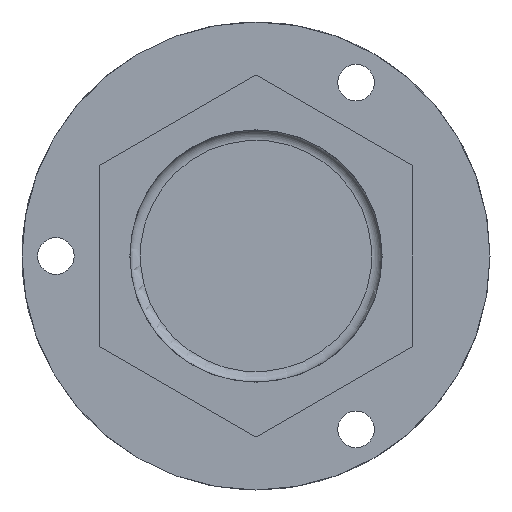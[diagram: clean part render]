
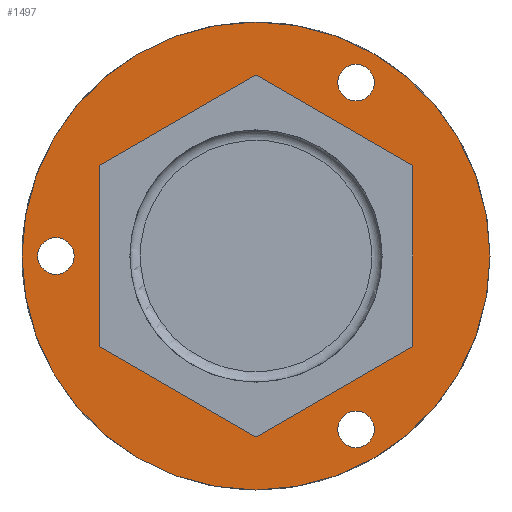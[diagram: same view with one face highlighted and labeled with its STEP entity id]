
A CAD part, front view. The second image highlights one B-rep face of the part: STEP entity #1497.
In plain terms, the highlighted planar face has unit normal (0, -1, 0).
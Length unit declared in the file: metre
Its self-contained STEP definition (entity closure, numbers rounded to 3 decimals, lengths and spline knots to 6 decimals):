
#79=LINE('',#2302,#241);
#80=LINE('',#2305,#242);
#81=LINE('',#2307,#243);
#82=LINE('',#2309,#244);
#83=LINE('',#2311,#245);
#84=LINE('',#2313,#246);
#241=VECTOR('',#1849,1.);
#242=VECTOR('',#1850,1.);
#243=VECTOR('',#1851,1.);
#244=VECTOR('',#1852,1.);
#245=VECTOR('',#1853,1.);
#246=VECTOR('',#1854,1.);
#354=PLANE('',#1621);
#523=ORIENTED_EDGE('',*,*,#910,.T.);
#524=ORIENTED_EDGE('',*,*,#911,.T.);
#525=ORIENTED_EDGE('',*,*,#912,.T.);
#526=ORIENTED_EDGE('',*,*,#913,.T.);
#527=ORIENTED_EDGE('',*,*,#914,.T.);
#528=ORIENTED_EDGE('',*,*,#915,.T.);
#529=ORIENTED_EDGE('',*,*,#909,.T.);
#530=ORIENTED_EDGE('',*,*,#916,.T.);
#531=ORIENTED_EDGE('',*,*,#917,.T.);
#532=ORIENTED_EDGE('',*,*,#900,.T.);
#900=EDGE_CURVE('',#1097,#1097,#1200,.T.);
#909=EDGE_CURVE('',#1105,#1105,#1202,.T.);
#910=EDGE_CURVE('',#1106,#1107,#79,.T.);
#911=EDGE_CURVE('',#1107,#1108,#80,.T.);
#912=EDGE_CURVE('',#1108,#1109,#81,.T.);
#913=EDGE_CURVE('',#1109,#1110,#82,.T.);
#914=EDGE_CURVE('',#1110,#1111,#83,.T.);
#915=EDGE_CURVE('',#1111,#1106,#84,.T.);
#916=EDGE_CURVE('',#1112,#1112,#1203,.T.);
#917=EDGE_CURVE('',#1113,#1113,#1204,.T.);
#1097=VERTEX_POINT('',#2281);
#1105=VERTEX_POINT('',#2300);
#1106=VERTEX_POINT('',#2303);
#1107=VERTEX_POINT('',#2304);
#1108=VERTEX_POINT('',#2306);
#1109=VERTEX_POINT('',#2308);
#1110=VERTEX_POINT('',#2310);
#1111=VERTEX_POINT('',#2312);
#1112=VERTEX_POINT('',#2315);
#1113=VERTEX_POINT('',#2317);
#1200=CIRCLE('',#1616,0.0224);
#1202=CIRCLE('',#1620,0.00175);
#1203=CIRCLE('',#1622,0.00175);
#1204=CIRCLE('',#1623,0.00175);
#1247=EDGE_LOOP('',(#523,#524,#525,#526,#527,#528));
#1248=EDGE_LOOP('',(#529));
#1249=EDGE_LOOP('',(#530));
#1250=EDGE_LOOP('',(#531));
#1251=EDGE_LOOP('',(#532));
#1373=FACE_BOUND('',#1247,.T.);
#1374=FACE_BOUND('',#1248,.T.);
#1375=FACE_BOUND('',#1249,.T.);
#1376=FACE_BOUND('',#1250,.T.);
#1377=FACE_BOUND('',#1251,.T.);
#1497=ADVANCED_FACE('',(#1373,#1374,#1375,#1376,#1377),#354,.T.);
#1616=AXIS2_PLACEMENT_3D('',#2280,#1830,#1831);
#1620=AXIS2_PLACEMENT_3D('',#2299,#1845,#1846);
#1621=AXIS2_PLACEMENT_3D('',#2301,#1847,#1848);
#1622=AXIS2_PLACEMENT_3D('',#2314,#1855,#1856);
#1623=AXIS2_PLACEMENT_3D('',#2316,#1857,#1858);
#1830=DIRECTION('',(0.,-1.,0.));
#1831=DIRECTION('',(1.,0.,0.));
#1845=DIRECTION('',(0.,1.,0.));
#1846=DIRECTION('',(-1.,0.,0.));
#1847=DIRECTION('',(0.,-1.,0.));
#1848=DIRECTION('',(1.,0.,0.));
#1849=DIRECTION('',(-0.866,0.,0.5));
#1850=DIRECTION('',(0.,0.,1.));
#1851=DIRECTION('',(0.866,0.,0.5));
#1852=DIRECTION('',(0.866,0.,-0.5));
#1853=DIRECTION('',(0.,0.,-1.));
#1854=DIRECTION('',(-0.866,0.,-0.5));
#1855=DIRECTION('',(0.,1.,0.));
#1856=DIRECTION('',(-1.,0.,0.));
#1857=DIRECTION('',(0.,1.,0.));
#1858=DIRECTION('',(-1.,0.,0.));
#2280=CARTESIAN_POINT('',(0.,-0.01,0.));
#2281=CARTESIAN_POINT('',(0.0224,-0.01,0.));
#2299=CARTESIAN_POINT('',(0.009578,-0.01,0.016589));
#2300=CARTESIAN_POINT('',(0.007828,-0.01,0.016589));
#2301=CARTESIAN_POINT('',(0.,-0.01,0.));
#2302=CARTESIAN_POINT('',(-0.00375,-0.01,-0.015155));
#2303=CARTESIAN_POINT('',(0.,-0.01,-0.017321));
#2304=CARTESIAN_POINT('',(-0.015,-0.01,-0.00866));
#2305=CARTESIAN_POINT('',(-0.015,-0.01,-0.00433));
#2306=CARTESIAN_POINT('',(-0.015,-0.01,0.00866));
#2307=CARTESIAN_POINT('',(-0.01125,-0.01,0.010825));
#2308=CARTESIAN_POINT('',(0.,-0.01,0.017321));
#2309=CARTESIAN_POINT('',(0.00375,-0.01,0.015155));
#2310=CARTESIAN_POINT('',(0.015,-0.01,0.00866));
#2311=CARTESIAN_POINT('',(0.015,-0.01,0.00433));
#2312=CARTESIAN_POINT('',(0.015,-0.01,-0.00866));
#2313=CARTESIAN_POINT('',(0.01125,-0.01,-0.010825));
#2314=CARTESIAN_POINT('',(-0.019155,-0.01,0.));
#2315=CARTESIAN_POINT('',(-0.020905,-0.01,0.));
#2316=CARTESIAN_POINT('',(0.009578,-0.01,-0.016589));
#2317=CARTESIAN_POINT('',(0.007828,-0.01,-0.016589));
